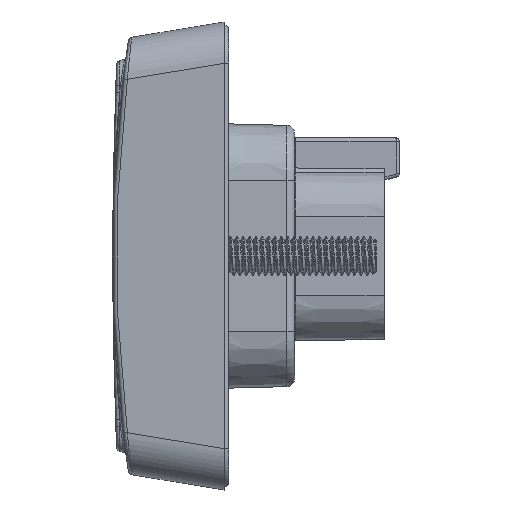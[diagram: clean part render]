
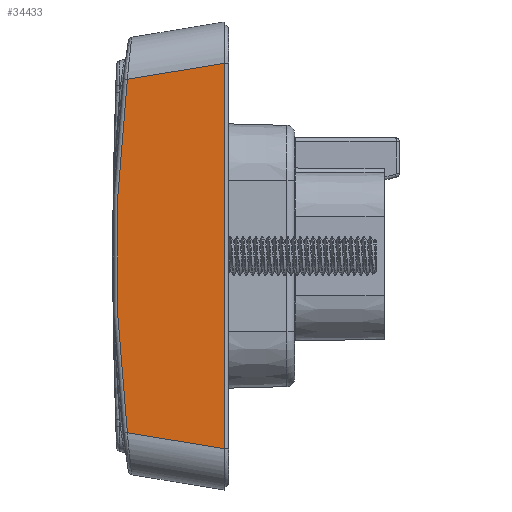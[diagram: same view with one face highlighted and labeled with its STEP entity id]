
A CAD part, left-side view. The second image highlights one B-rep face of the part: STEP entity #34433.
In plain terms, the highlighted planar face has unit normal (-1, 0, 0).
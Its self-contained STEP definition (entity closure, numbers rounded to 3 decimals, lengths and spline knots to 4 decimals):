
#3171=CARTESIAN_POINT('',(-1.105,0.4775,-0.8686));
#3192=CARTESIAN_POINT('',(-1.105,-6.6791,0.));
#3193=DIRECTION('',(-1.,0.,0.));
#3194=DIRECTION('',(0.,0.993,0.12));
#3195=AXIS2_PLACEMENT_3D('',#3192,#3193,#3194);
#3197=DIRECTION('',(0.,0.987,-0.163));
#3198=VECTOR('',#3197,0.4839);
#3199=CARTESIAN_POINT('',(-1.105,0.,0.9473));
#3200=LINE('',#3199,#3198);
#3201=DIRECTION('',(0.,0.,1.));
#3202=VECTOR('',#3201,1.8946);
#3203=CARTESIAN_POINT('',(-1.105,0.,-0.9473));
#3204=LINE('',#3203,#3202);
#3205=DIRECTION('',(0.,-0.987,-0.163));
#3206=VECTOR('',#3205,0.4839);
#3207=CARTESIAN_POINT('',(-1.105,0.4775,-0.8686));
#3208=LINE('',#3207,#3206);
#27246=VERTEX_POINT('',#3171);
#27247=CARTESIAN_POINT('',(-1.105,0.,-0.9473));
#27248=VERTEX_POINT('',#27247);
#27249=CARTESIAN_POINT('',(-1.105,0.4775,0.8686));
#27250=VERTEX_POINT('',#27249);
#27251=CARTESIAN_POINT('',(-1.105,0.,0.9473));
#27252=VERTEX_POINT('',#27251);
#34421=CARTESIAN_POINT('',(-1.105,0.265,0.));
#34422=DIRECTION('',(1.,0.,0.));
#34423=DIRECTION('',(0.,0.,1.));
#34424=AXIS2_PLACEMENT_3D('',#34421,#34422,#34423);
#34425=PLANE('',#34424);
#34426=ORIENTED_EDGE('',*,*,#34405,.F.);
#34428=ORIENTED_EDGE('',*,*,#34427,.F.);
#34429=ORIENTED_EDGE('',*,*,#33786,.F.);
#34430=ORIENTED_EDGE('',*,*,#34302,.F.);
#34431=EDGE_LOOP('',(#34426,#34428,#34429,#34430));
#34432=FACE_OUTER_BOUND('',#34431,.F.);
#3196=CIRCLE('',#3195,7.2091);
#33786=EDGE_CURVE('',#27248,#27252,#3204,.T.);
#34302=EDGE_CURVE('',#27246,#27248,#3208,.T.);
#34405=EDGE_CURVE('',#27250,#27246,#3196,.T.);
#34427=EDGE_CURVE('',#27252,#27250,#3200,.T.);
#34433=ADVANCED_FACE('',(#34432),#34425,.F.);
